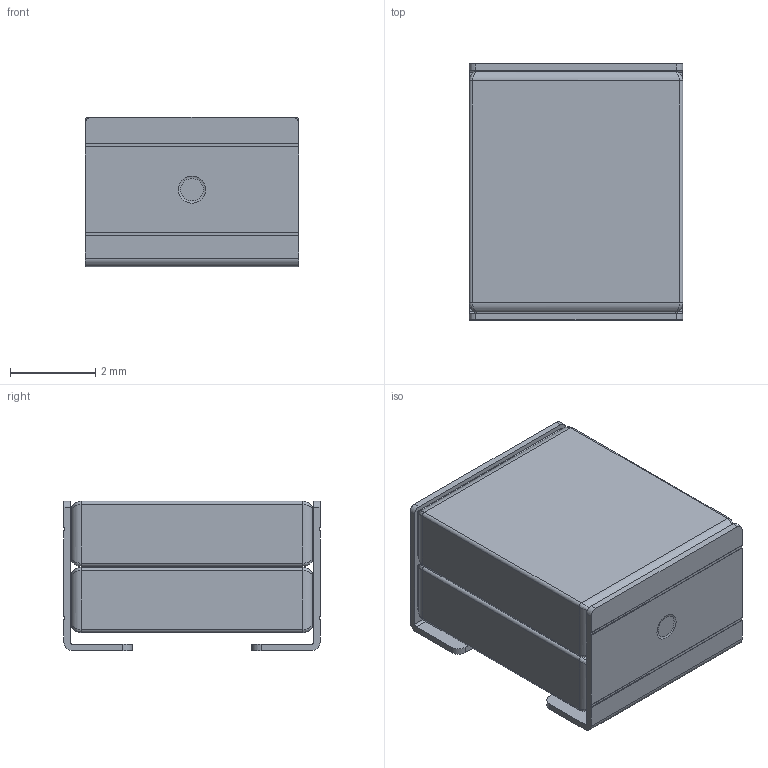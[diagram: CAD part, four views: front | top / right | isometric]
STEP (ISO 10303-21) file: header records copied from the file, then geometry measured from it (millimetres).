
FILE_DESCRIPTION(/* description */ (''),/* implementation_level */ '2;1');
FILE_NAME(/* name */ 'TDK CKG57N.step',/* time_stamp */ '2019-11-24T14:52:18+00:00',/* author */ (''),/* organization */ (''),/* preprocessor_version */ 'ST-DEVELOPER v18',/* originating_system */ 'Autodesk Translation Framework v8.12.0.6',/* authorisation */ '');
FILE_SCHEMA (('AUTOMOTIVE_DESIGN { 1 0 10303 214 3 1 1 }'));
Length unit declared in the file: millimetre
Products named in the file (1): TDK CKG57N
Bounding box: 5 x 6 x 3.5 mm (x, y, z)
Volume: 93.6 mm3; surface area: 229 mm2
Topology: 1 solids, 1 shells, 128 faces, 304 edges, 182 vertices
Faces by surface type: cylinder 52, plane 42, bspline 32, torus 2
Entity records: 4945 total; most frequent: CARTESIAN_POINT 2011, ORIENTED_EDGE 608, DIRECTION 578, EDGE_CURVE 304, AXIS2_PLACEMENT_3D 209, VERTEX_POINT 182, LINE 160, VECTOR 160
